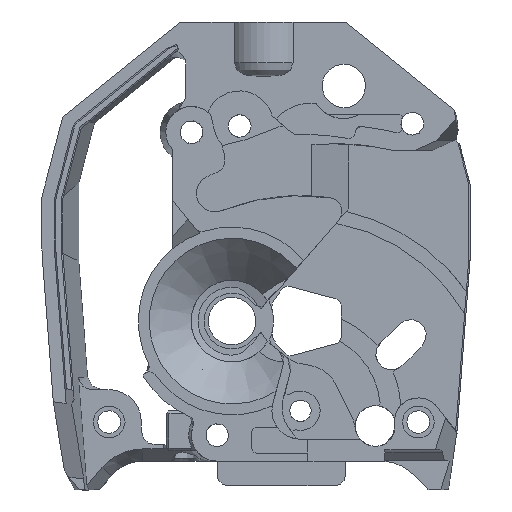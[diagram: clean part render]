
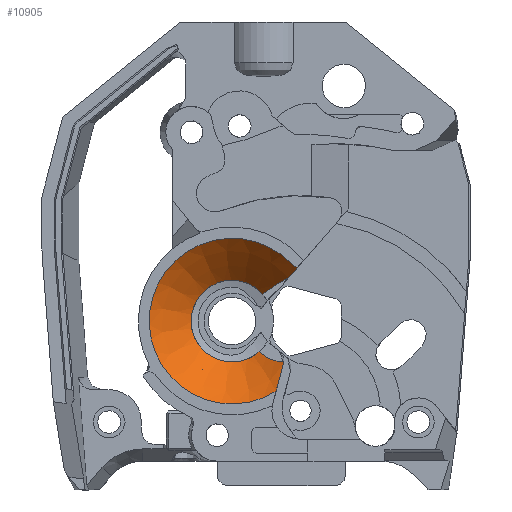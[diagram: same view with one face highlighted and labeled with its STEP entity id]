
A CAD part, left-side view. The second image highlights one B-rep face of the part: STEP entity #10905.
In plain terms, the highlighted conical face has half-angle 45 degrees and reference radius 9.092 mm.
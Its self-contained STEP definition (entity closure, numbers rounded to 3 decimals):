
#134=(
BOUNDED_CURVE()
B_SPLINE_CURVE(2,(#17755,#17756,#17757),.UNSPECIFIED.,.F.,.F.)
B_SPLINE_CURVE_WITH_KNOTS((3,3),(0.,0.012),.UNSPECIFIED.)
CURVE()
GEOMETRIC_REPRESENTATION_ITEM()
RATIONAL_B_SPLINE_CURVE((1.,1.001,1.001))
REPRESENTATION_ITEM('')
);
#135=(
BOUNDED_CURVE()
B_SPLINE_CURVE(2,(#17763,#17764,#17765),.UNSPECIFIED.,.F.,.F.)
B_SPLINE_CURVE_WITH_KNOTS((3,3),(0.893,0.897),
 .UNSPECIFIED.)
CURVE()
GEOMETRIC_REPRESENTATION_ITEM()
RATIONAL_B_SPLINE_CURVE((1.001,1.001,1.))
REPRESENTATION_ITEM('')
);
#136=(
BOUNDED_CURVE()
B_SPLINE_CURVE(2,(#18611,#18612,#18613),.UNSPECIFIED.,.F.,.F.)
B_SPLINE_CURVE_WITH_KNOTS((3,3),(0.724,0.946),
 .UNSPECIFIED.)
CURVE()
GEOMETRIC_REPRESENTATION_ITEM()
RATIONAL_B_SPLINE_CURVE((1.029,1.02,1.003))
REPRESENTATION_ITEM('')
);
#137=(
BOUNDED_CURVE()
B_SPLINE_CURVE(2,(#18649,#18650,#18651),.UNSPECIFIED.,.F.,.F.)
B_SPLINE_CURVE_WITH_KNOTS((3,3),(0.041,0.427),
 .UNSPECIFIED.)
CURVE()
GEOMETRIC_REPRESENTATION_ITEM()
RATIONAL_B_SPLINE_CURVE((1.017,1.096,1.141))
REPRESENTATION_ITEM('')
);
#209=B_SPLINE_CURVE_WITH_KNOTS('',3,(#18584,#18585,#18586,#18587,#18588,
#18589,#18590,#18591),.UNSPECIFIED.,.F.,.F.,(4,2,2,4),(-0.266,
-0.245,-0.21,-0.175),.UNSPECIFIED.);
#217=B_SPLINE_CURVE_WITH_KNOTS('',3,(#19450,#19451,#19452,#19453,#19454,
#19455,#19456),.UNSPECIFIED.,.F.,.F.,(4,3,4),(0.,0.022,
0.043),.UNSPECIFIED.);
#218=B_SPLINE_CURVE_WITH_KNOTS('',3,(#19458,#19459,#19460,#19461,#19462,
#19463),.UNSPECIFIED.,.F.,.F.,(4,2,4),(0.063,0.416,
0.588),.UNSPECIFIED.);
#219=B_SPLINE_CURVE_WITH_KNOTS('',3,(#19466,#19467,#19468,#19469),
 .UNSPECIFIED.,.F.,.F.,(4,4),(1.905,2.525),
 .UNSPECIFIED.);
#285=CONICAL_SURFACE('',#11860,9.092,0.785);
#344=FACE_BOUND('',#1921,.T.);
#505=CIRCLE('',#11488,8.351);
#602=CIRCLE('',#11673,12.15);
#676=CIRCLE('',#11861,6.);
#1286=FACE_OUTER_BOUND('',#1920,.T.);
#1920=EDGE_LOOP('',(#8900,#8901,#8902,#8903,#8904,#8905,#8906,#8907));
#1921=EDGE_LOOP('',(#8908,#8909,#8910));
#4691=VERTEX_POINT('',#17753);
#4692=VERTEX_POINT('',#17754);
#4694=VERTEX_POINT('',#17762);
#4875=VERTEX_POINT('',#18577);
#4876=VERTEX_POINT('',#18578);
#4877=VERTEX_POINT('',#18583);
#4885=VERTEX_POINT('',#18610);
#4898=VERTEX_POINT('',#18647);
#5089=VERTEX_POINT('',#19449);
#5090=VERTEX_POINT('',#19457);
#5091=VERTEX_POINT('',#19464);
#5890=EDGE_CURVE('',#4691,#4692,#134,.T.);
#5893=EDGE_CURVE('',#4692,#4694,#135,.T.);
#5895=EDGE_CURVE('',#4694,#4691,#505,.T.);
#6159=EDGE_CURVE('',#4875,#4876,#602,.T.);
#6162=EDGE_CURVE('',#4877,#4876,#209,.T.);
#6173=EDGE_CURVE('',#4885,#4877,#136,.T.);
#6191=EDGE_CURVE('',#4875,#4898,#137,.T.);
#6495=EDGE_CURVE('',#5089,#4898,#217,.T.);
#6496=EDGE_CURVE('',#5090,#5089,#218,.T.);
#6497=EDGE_CURVE('',#5091,#5090,#676,.T.);
#6498=EDGE_CURVE('',#4885,#5091,#219,.T.);
#8900=ORIENTED_EDGE('',*,*,#6495,.F.);
#8901=ORIENTED_EDGE('',*,*,#6496,.F.);
#8902=ORIENTED_EDGE('',*,*,#6497,.F.);
#8903=ORIENTED_EDGE('',*,*,#6498,.F.);
#8904=ORIENTED_EDGE('',*,*,#6173,.T.);
#8905=ORIENTED_EDGE('',*,*,#6162,.T.);
#8906=ORIENTED_EDGE('',*,*,#6159,.F.);
#8907=ORIENTED_EDGE('',*,*,#6191,.T.);
#8908=ORIENTED_EDGE('',*,*,#5890,.T.);
#8909=ORIENTED_EDGE('',*,*,#5893,.T.);
#8910=ORIENTED_EDGE('',*,*,#5895,.T.);
#10905=ADVANCED_FACE('',(#1286,#344),#285,.F.);
#11488=AXIS2_PLACEMENT_3D('',#17768,#13198,#13199);
#11673=AXIS2_PLACEMENT_3D('',#18579,#13711,#13712);
#11860=AXIS2_PLACEMENT_3D('',#19448,#14328,#14329);
#11861=AXIS2_PLACEMENT_3D('',#19465,#14330,#14331);
#13198=DIRECTION('center_axis',(1.,0.,0.));
#13199=DIRECTION('ref_axis',(0.,1.,0.));
#13711=DIRECTION('center_axis',(1.,0.,0.));
#13712=DIRECTION('ref_axis',(0.,1.,0.));
#14328=DIRECTION('center_axis',(-1.,0.,0.));
#14329=DIRECTION('ref_axis',(0.,1.,0.));
#14330=DIRECTION('center_axis',(-1.,0.,0.));
#14331=DIRECTION('ref_axis',(0.,0.,
1.));
#17753=CARTESIAN_POINT('',(-8.917,9.046,17.038));
#17754=CARTESIAN_POINT('',(-8.898,8.933,16.991));
#17755=CARTESIAN_POINT('Ctrl Pts',(-8.917,9.046,17.038));
#17756=CARTESIAN_POINT('Ctrl Pts',(-8.907,8.989,17.014));
#17757=CARTESIAN_POINT('Ctrl Pts',(-8.898,8.933,16.991));
#17762=CARTESIAN_POINT('',(-8.917,8.969,16.991));
#17763=CARTESIAN_POINT('Ctrl Pts',(-8.898,8.933,16.991));
#17764=CARTESIAN_POINT('Ctrl Pts',(-8.908,8.951,16.991));
#17765=CARTESIAN_POINT('Ctrl Pts',(-8.917,8.969,16.991));
#17768=CARTESIAN_POINT('Origin',(-8.917,4.651,24.139));
#18577=CARTESIAN_POINT('',(-12.716,-1.819,13.855));
#18578=CARTESIAN_POINT('',(-12.716,-4.261,32.397));
#18579=CARTESIAN_POINT('Origin',(-12.716,4.651,24.139));
#18583=CARTESIAN_POINT('',(-13.078,-5.02,32.078));
#18584=CARTESIAN_POINT('Ctrl Pts',(-13.078,-5.02,32.078));
#18585=CARTESIAN_POINT('Ctrl Pts',(-13.033,-4.964,
32.076));
#18586=CARTESIAN_POINT('Ctrl Pts',(-12.992,-4.908,
32.079));
#18587=CARTESIAN_POINT('Ctrl Pts',(-12.889,-4.754,
32.102));
#18588=CARTESIAN_POINT('Ctrl Pts',(-12.826,-4.646,32.133));
#18589=CARTESIAN_POINT('Ctrl Pts',(-12.74,-4.44,
32.237));
#18590=CARTESIAN_POINT('Ctrl Pts',(-12.716,-4.341,
32.311));
#18591=CARTESIAN_POINT('Ctrl Pts',(-12.716,-4.261,
32.397));
#18610=CARTESIAN_POINT('',(-11.046,-3.665,30.518));
#18611=CARTESIAN_POINT('Ctrl Pts',(-11.046,-3.665,
30.518));
#18612=CARTESIAN_POINT('Ctrl Pts',(-11.969,-4.283,
31.229));
#18613=CARTESIAN_POINT('Ctrl Pts',(-13.078,-5.02,32.078));
#18647=CARTESIAN_POINT('',(-10.434,-2.86,17.738));
#18649=CARTESIAN_POINT('Ctrl Pts',(-12.716,-1.819,
13.855));
#18650=CARTESIAN_POINT('Ctrl Pts',(-11.208,-2.393,
15.998));
#18651=CARTESIAN_POINT('Ctrl Pts',(-10.434,-2.86,
17.738));
#19448=CARTESIAN_POINT('Origin',(-9.658,4.651,24.139));
#19449=CARTESIAN_POINT('',(-10.261,-2.946,18.116));
#19450=CARTESIAN_POINT('Ctrl Pts',(-10.261,-2.946,
18.116));
#19451=CARTESIAN_POINT('Ctrl Pts',(-10.293,-2.935,
18.051));
#19452=CARTESIAN_POINT('Ctrl Pts',(-10.323,-2.922,
17.987));
#19453=CARTESIAN_POINT('Ctrl Pts',(-10.352,-2.907,
17.922));
#19454=CARTESIAN_POINT('Ctrl Pts',(-10.38,-2.892,
17.86));
#19455=CARTESIAN_POINT('Ctrl Pts',(-10.407,-2.876,
17.799));
#19456=CARTESIAN_POINT('Ctrl Pts',(-10.434,-2.86,
17.738));
#19457=CARTESIAN_POINT('',(-6.566,0.671,19.649));
#19458=CARTESIAN_POINT('Ctrl Pts',(-6.566,0.671,
19.649));
#19459=CARTESIAN_POINT('Ctrl Pts',(-7.409,0.061,
19.062));
#19460=CARTESIAN_POINT('Ctrl Pts',(-8.28,-0.723,
18.589));
#19461=CARTESIAN_POINT('Ctrl Pts',(-9.5,-2.032,
18.207));
#19462=CARTESIAN_POINT('Ctrl Pts',(-9.889,-2.485,
18.132));
#19463=CARTESIAN_POINT('Ctrl Pts',(-10.261,-2.946,
18.116));
#19464=CARTESIAN_POINT('',(-6.566,0.119,28.072));
#19465=CARTESIAN_POINT('Origin',(-6.566,4.651,24.139));
#19466=CARTESIAN_POINT('Ctrl Pts',(-11.046,-3.665,30.518));
#19467=CARTESIAN_POINT('Ctrl Pts',(-9.538,-2.266,29.864));
#19468=CARTESIAN_POINT('Ctrl Pts',(-8.029,-0.99,29.026));
#19469=CARTESIAN_POINT('Ctrl Pts',(-6.566,0.119,28.072));
